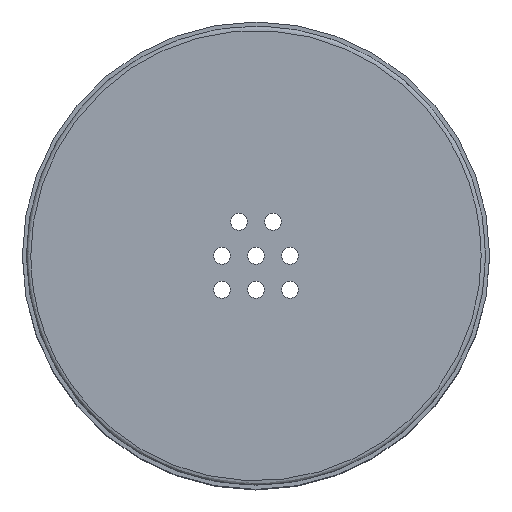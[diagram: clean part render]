
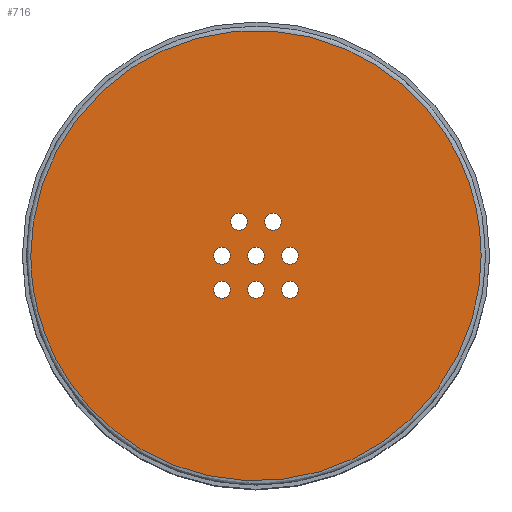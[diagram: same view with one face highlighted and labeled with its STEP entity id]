
A CAD part, top view. The second image highlights one B-rep face of the part: STEP entity #716.
In plain terms, the highlighted planar face has unit normal (0, 0, 1).
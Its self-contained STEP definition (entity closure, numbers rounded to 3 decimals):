
#4 = PLANE ( 'NONE',  #325 ) ;
#11 = EDGE_CURVE ( 'NONE', #801, #801, #328, .T. ) ;
#32 = CARTESIAN_POINT ( 'NONE',  ( -5., 4., 18. ) ) ;
#39 = AXIS2_PLACEMENT_3D ( 'NONE', #992, #759, #603 ) ;
#45 = DIRECTION ( 'NONE',  ( 0., 0., -1. ) ) ;
#48 = ORIENTED_EDGE ( 'NONE', *, *, #523, .T. ) ;
#51 = AXIS2_PLACEMENT_3D ( 'NONE', #584, #899, #968 ) ;
#66 = AXIS2_PLACEMENT_3D ( 'NONE', #812, #45, #197 ) ;
#70 = EDGE_LOOP ( 'NONE', ( #508 ) ) ;
#73 = FACE_BOUND ( 'NONE', #940, .T. ) ;
#75 = ORIENTED_EDGE ( 'NONE', *, *, #220, .T. ) ;
#83 = CARTESIAN_POINT ( 'NONE',  ( 2., -4., 18. ) ) ;
#87 = ORIENTED_EDGE ( 'NONE', *, *, #351, .F. ) ;
#106 = CARTESIAN_POINT ( 'NONE',  ( -5., 0., 18. ) ) ;
#108 = CIRCLE ( 'NONE', #66, 1. ) ;
#112 = CARTESIAN_POINT ( 'NONE',  ( 1., -4., 18. ) ) ;
#115 = VERTEX_POINT ( 'NONE', #182 ) ;
#133 = EDGE_CURVE ( 'NONE', #198, #198, #248, .T. ) ;
#149 = CARTESIAN_POINT ( 'NONE',  ( -26.5, 0., 18. ) ) ;
#153 = EDGE_CURVE ( 'NONE', #587, #587, #400, .T. ) ;
#154 = DIRECTION ( 'NONE',  ( 0., 0., -1. ) ) ;
#175 = CARTESIAN_POINT ( 'NONE',  ( 0., 0., 18. ) ) ;
#182 = CARTESIAN_POINT ( 'NONE',  ( -1., 4., 18. ) ) ;
#191 = EDGE_CURVE ( 'NONE', #539, #539, #108, .T. ) ;
#193 = DIRECTION ( 'NONE',  ( -1., 0., 0. ) ) ;
#197 = DIRECTION ( 'NONE',  ( -1., 0., 0. ) ) ;
#198 = VERTEX_POINT ( 'NONE', #885 ) ;
#205 = AXIS2_PLACEMENT_3D ( 'NONE', #83, #787, #863 ) ;
#209 = CARTESIAN_POINT ( 'NONE',  ( 26.5, 0., 18. ) ) ;
#220 = EDGE_CURVE ( 'NONE', #362, #362, #655, .T. ) ;
#234 = DIRECTION ( 'NONE',  ( 1., 0., 0. ) ) ;
#238 = CARTESIAN_POINT ( 'NONE',  ( -4., 0., 18. ) ) ;
#244 = EDGE_LOOP ( 'NONE', ( #480 ) ) ;
#248 = CIRCLE ( 'NONE', #983, 1. ) ;
#269 = EDGE_LOOP ( 'NONE', ( #706 ) ) ;
#275 = AXIS2_PLACEMENT_3D ( 'NONE', #897, #515, #749 ) ;
#294 = EDGE_LOOP ( 'NONE', ( #75 ) ) ;
#297 = FACE_BOUND ( 'NONE', #70, .T. ) ;
#325 = AXIS2_PLACEMENT_3D ( 'NONE', #696, #772, #234 ) ;
#326 = DIRECTION ( 'NONE',  ( 0., 0., -1. ) ) ;
#328 = CIRCLE ( 'NONE', #205, 1. ) ;
#342 = CARTESIAN_POINT ( 'NONE',  ( 4., 4., 18. ) ) ;
#351 = EDGE_CURVE ( 'NONE', #729, #729, #758, .T. ) ;
#354 = CIRCLE ( 'NONE', #39, 1. ) ;
#362 = VERTEX_POINT ( 'NONE', #580 ) ;
#372 = FACE_BOUND ( 'NONE', #269, .T. ) ;
#381 = CIRCLE ( 'NONE', #275, 1. ) ;
#387 = AXIS2_PLACEMENT_3D ( 'NONE', #175, #874, #890 ) ;
#400 = CIRCLE ( 'NONE', #387, 1. ) ;
#417 = EDGE_LOOP ( 'NONE', ( #872 ) ) ;
#418 = CARTESIAN_POINT ( 'NONE',  ( 26.5, 53., 18. ) ) ;
#431 = EDGE_LOOP ( 'NONE', ( #48 ) ) ;
#449 = EDGE_CURVE ( 'NONE', #115, #115, #381, .T. ) ;
#470 = ORIENTED_EDGE ( 'NONE', *, *, #11, .T. ) ;
#480 = ORIENTED_EDGE ( 'NONE', *, *, #673, .T. ) ;
#487 = FACE_BOUND ( 'NONE', #617, .T. ) ;
#493 = EDGE_LOOP ( 'NONE', ( #87 ) ) ;
#506 = CARTESIAN_POINT ( 'NONE',  ( 26.5, 0., 18. ) ) ;
#507 = CARTESIAN_POINT ( 'NONE',  ( 3., 0., 18. ) ) ;
#508 = ORIENTED_EDGE ( 'NONE', *, *, #449, .T. ) ;
#515 = DIRECTION ( 'NONE',  ( 0., 0., -1. ) ) ;
#523 = EDGE_CURVE ( 'NONE', #701, #701, #354, .T. ) ;
#539 = VERTEX_POINT ( 'NONE', #32 ) ;
#556 = FACE_BOUND ( 'NONE', #431, .T. ) ;
#580 = CARTESIAN_POINT ( 'NONE',  ( -3., -4., 18. ) ) ;
#584 = CARTESIAN_POINT ( 'NONE',  ( -2., -4., 18. ) ) ;
#587 = VERTEX_POINT ( 'NONE', #727 ) ;
#603 = DIRECTION ( 'NONE',  ( -1., 0., 0. ) ) ;
#617 = EDGE_LOOP ( 'NONE', ( #470 ) ) ;
#645 = FACE_BOUND ( 'NONE', #417, .T. ) ;
#655 = CIRCLE ( 'NONE', #51, 1. ) ;
#660 = CARTESIAN_POINT ( 'NONE',  ( 26.5, 0., 18. ) ) ;
#665 = ORIENTED_EDGE ( 'NONE', *, *, #153, .T. ) ;
#668 = FACE_OUTER_BOUND ( 'NONE', #493, .T. ) ;
#673 = EDGE_CURVE ( 'NONE', #760, #760, #850, .T. ) ;
#695 = CARTESIAN_POINT ( 'NONE',  ( -26.5, -53., 18. ) ) ;
#696 = CARTESIAN_POINT ( 'NONE',  ( -27., 0., 18. ) ) ;
#701 = VERTEX_POINT ( 'NONE', #507 ) ;
#706 = ORIENTED_EDGE ( 'NONE', *, *, #133, .T. ) ;
#716 = ADVANCED_FACE ( 'NONE', ( #668, #73, #849, #556, #645, #297, #372, #994, #487 ), #4, .T. ) ;
#727 = CARTESIAN_POINT ( 'NONE',  ( -1., 0., 18. ) ) ;
#729 = VERTEX_POINT ( 'NONE', #660 ) ;
#749 = DIRECTION ( 'NONE',  ( -1., 0., 0. ) ) ;
#758 =( BOUNDED_CURVE ( )  B_SPLINE_CURVE ( 3, ( #209, #998, #695, #149, #951, #418, #506 ),
 .UNSPECIFIED., .T., .F. ) 
 B_SPLINE_CURVE_WITH_KNOTS ( ( 4, 3, 4 ),
 ( 0., 0.5, 1. ),
 .UNSPECIFIED. ) 
 CURVE ( )  GEOMETRIC_REPRESENTATION_ITEM ( )  RATIONAL_B_SPLINE_CURVE ( ( 1., 0.333, 0.333, 1., 0.333, 0.333, 1. ) ) 
 REPRESENTATION_ITEM ( '' )  );
#759 = DIRECTION ( 'NONE',  ( 0., 0., -1. ) ) ;
#760 = VERTEX_POINT ( 'NONE', #106 ) ;
#772 = DIRECTION ( 'NONE',  ( 0., 0., 1. ) ) ;
#787 = DIRECTION ( 'NONE',  ( 0., 0., -1. ) ) ;
#801 = VERTEX_POINT ( 'NONE', #112 ) ;
#812 = CARTESIAN_POINT ( 'NONE',  ( -4., 4., 18. ) ) ;
#849 = FACE_BOUND ( 'NONE', #244, .T. ) ;
#850 = CIRCLE ( 'NONE', #935, 1. ) ;
#851 = DIRECTION ( 'NONE',  ( -1., 0., 0. ) ) ;
#863 = DIRECTION ( 'NONE',  ( -1., 0., 0. ) ) ;
#872 = ORIENTED_EDGE ( 'NONE', *, *, #191, .T. ) ;
#874 = DIRECTION ( 'NONE',  ( 0., 0., -1. ) ) ;
#885 = CARTESIAN_POINT ( 'NONE',  ( 3., 4., 18. ) ) ;
#890 = DIRECTION ( 'NONE',  ( -1., 0., 0. ) ) ;
#897 = CARTESIAN_POINT ( 'NONE',  ( 0., 4., 18. ) ) ;
#899 = DIRECTION ( 'NONE',  ( 0., 0., -1. ) ) ;
#935 = AXIS2_PLACEMENT_3D ( 'NONE', #238, #154, #851 ) ;
#940 = EDGE_LOOP ( 'NONE', ( #665 ) ) ;
#951 = CARTESIAN_POINT ( 'NONE',  ( -26.5, 53., 18. ) ) ;
#968 = DIRECTION ( 'NONE',  ( -1., 0., 0. ) ) ;
#983 = AXIS2_PLACEMENT_3D ( 'NONE', #342, #326, #193 ) ;
#992 = CARTESIAN_POINT ( 'NONE',  ( 4., 0., 18. ) ) ;
#994 = FACE_BOUND ( 'NONE', #294, .T. ) ;
#998 = CARTESIAN_POINT ( 'NONE',  ( 26.5, -53., 18. ) ) ;
